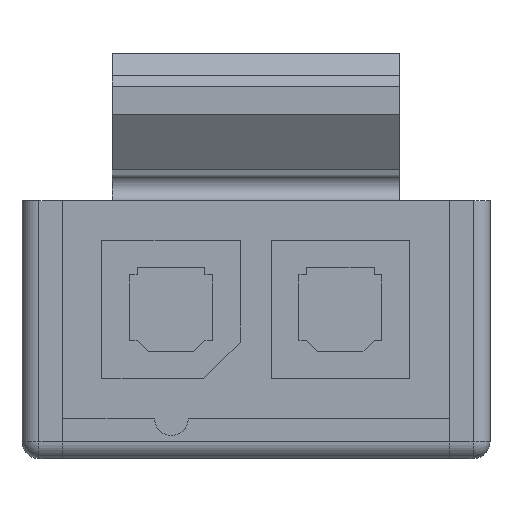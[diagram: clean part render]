
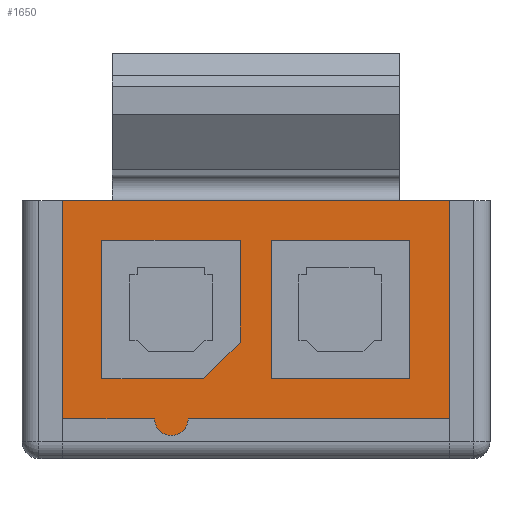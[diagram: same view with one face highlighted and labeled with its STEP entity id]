
A CAD part, front view. The second image highlights one B-rep face of the part: STEP entity #1650.
In plain terms, the highlighted planar face has unit normal (0, -1, 0).
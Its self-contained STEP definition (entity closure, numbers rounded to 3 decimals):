
#5=DIRECTION('',(0.,0.,-1.));
#6=VECTOR('',#5,3.86);
#7=CARTESIAN_POINT('',(-3.42,-4.,1.95));
#8=LINE('',#7,#6);
#346=DIRECTION('',(1.,0.,0.));
#347=VECTOR('',#346,1.625);
#348=CARTESIAN_POINT('',(-3.42,-4.,-1.91));
#349=LINE('',#348,#347);
#354=DIRECTION('',(1.,0.,0.));
#355=VECTOR('',#354,4.625);
#356=CARTESIAN_POINT('',(-1.195,-4.,-1.91));
#357=LINE('',#356,#355);
#362=DIRECTION('',(0.,0.,-1.));
#363=VECTOR('',#362,2.45);
#364=CARTESIAN_POINT('',(2.725,-4.,1.245));
#365=LINE('',#364,#363);
#366=DIRECTION('',(1.,0.,0.));
#367=VECTOR('',#366,2.45);
#368=CARTESIAN_POINT('',(0.275,-4.,1.245));
#369=LINE('',#368,#367);
#370=DIRECTION('',(0.,0.,1.));
#371=VECTOR('',#370,2.45);
#372=CARTESIAN_POINT('',(0.275,-4.,-1.205));
#373=LINE('',#372,#371);
#374=DIRECTION('',(-1.,0.,0.));
#375=VECTOR('',#374,2.45);
#376=CARTESIAN_POINT('',(2.725,-4.,-1.205));
#377=LINE('',#376,#375);
#378=DIRECTION('',(-1.,0.,0.));
#379=VECTOR('',#378,1.8);
#380=CARTESIAN_POINT('',(-0.925,-4.,-1.205));
#381=LINE('',#380,#379);
#382=DIRECTION('',(-0.707,0.,-0.707));
#383=VECTOR('',#382,0.919);
#384=CARTESIAN_POINT('',(-0.275,-4.,-0.555));
#385=LINE('',#384,#383);
#386=DIRECTION('',(0.,0.,-1.));
#387=VECTOR('',#386,1.8);
#388=CARTESIAN_POINT('',(-0.275,-4.,1.245));
#389=LINE('',#388,#387);
#390=DIRECTION('',(1.,0.,0.));
#391=VECTOR('',#390,2.45);
#392=CARTESIAN_POINT('',(-2.725,-4.,1.245));
#393=LINE('',#392,#391);
#394=DIRECTION('',(0.,0.,1.));
#395=VECTOR('',#394,2.45);
#396=CARTESIAN_POINT('',(-2.725,-4.,-1.205));
#397=LINE('',#396,#395);
#398=CARTESIAN_POINT('',(-1.495,-4.,-1.91));
#399=DIRECTION('',(0.,-1.,0.));
#400=DIRECTION('',(-1.,0.,0.));
#401=AXIS2_PLACEMENT_3D('',#398,#399,#400);
#403=DIRECTION('',(1.,0.,0.));
#404=VECTOR('',#403,6.85);
#405=CARTESIAN_POINT('',(-3.42,-4.,1.95));
#406=LINE('',#405,#404);
#789=DIRECTION('',(0.,0.,-1.));
#790=VECTOR('',#789,3.86);
#791=CARTESIAN_POINT('',(3.43,-4.,1.95));
#792=LINE('',#791,#790);
#827=CARTESIAN_POINT('',(-3.42,-4.,1.95));
#828=CARTESIAN_POINT('',(-3.42,-4.,-1.91));
#829=VERTEX_POINT('',#827);
#830=VERTEX_POINT('',#828);
#833=CARTESIAN_POINT('',(3.43,-4.,1.95));
#834=CARTESIAN_POINT('',(3.43,-4.,-1.91));
#835=VERTEX_POINT('',#833);
#836=VERTEX_POINT('',#834);
#845=CARTESIAN_POINT('',(-0.275,-4.,1.245));
#846=VERTEX_POINT('',#845);
#847=CARTESIAN_POINT('',(-2.725,-4.,-1.205));
#848=VERTEX_POINT('',#847);
#849=CARTESIAN_POINT('',(-2.725,-4.,1.245));
#850=VERTEX_POINT('',#849);
#859=CARTESIAN_POINT('',(2.725,-4.,1.245));
#860=VERTEX_POINT('',#859);
#861=CARTESIAN_POINT('',(2.725,-4.,-1.205));
#862=VERTEX_POINT('',#861);
#863=CARTESIAN_POINT('',(0.275,-4.,-1.205));
#864=VERTEX_POINT('',#863);
#865=CARTESIAN_POINT('',(0.275,-4.,1.245));
#866=VERTEX_POINT('',#865);
#979=CARTESIAN_POINT('',(-0.275,-4.,-0.555));
#980=CARTESIAN_POINT('',(-0.925,-4.,-1.205));
#981=VERTEX_POINT('',#979);
#982=VERTEX_POINT('',#980);
#991=CARTESIAN_POINT('',(-1.795,-4.,-1.91));
#992=VERTEX_POINT('',#991);
#993=CARTESIAN_POINT('',(-1.195,-4.,-1.91));
#994=VERTEX_POINT('',#993);
#1614=CARTESIAN_POINT('',(-3.42,-4.,1.95));
#1615=DIRECTION('',(0.,-1.,0.));
#1616=DIRECTION('',(0.,0.,-1.));
#1617=AXIS2_PLACEMENT_3D('',#1614,#1615,#1616);
#1618=PLANE('',#1617);
#1619=ORIENTED_EDGE('',*,*,#1605,.F.);
#1620=ORIENTED_EDGE('',*,*,#1580,.F.);
#1621=ORIENTED_EDGE('',*,*,#1592,.F.);
#1622=ORIENTED_EDGE('',*,*,#1100,.F.);
#1623=ORIENTED_EDGE('',*,*,#1147,.T.);
#1625=ORIENTED_EDGE('',*,*,#1624,.T.);
#1626=EDGE_LOOP('',(#1619,#1620,#1621,#1622,#1623,#1625));
#1627=FACE_OUTER_BOUND('',#1626,.F.);
#1629=ORIENTED_EDGE('',*,*,#1628,.F.);
#1631=ORIENTED_EDGE('',*,*,#1630,.F.);
#1633=ORIENTED_EDGE('',*,*,#1632,.F.);
#1635=ORIENTED_EDGE('',*,*,#1634,.F.);
#1637=ORIENTED_EDGE('',*,*,#1636,.F.);
#1638=EDGE_LOOP('',(#1629,#1631,#1633,#1635,#1637));
#1639=FACE_BOUND('',#1638,.F.);
#1641=ORIENTED_EDGE('',*,*,#1640,.F.);
#1643=ORIENTED_EDGE('',*,*,#1642,.F.);
#1645=ORIENTED_EDGE('',*,*,#1644,.F.);
#1647=ORIENTED_EDGE('',*,*,#1646,.F.);
#1648=EDGE_LOOP('',(#1641,#1643,#1645,#1647));
#1649=FACE_BOUND('',#1648,.F.);
#1650=ADVANCED_FACE('',(#1627,#1639,#1649),#1618,.T.);
#402=CIRCLE('',#401,0.3);
#1100=EDGE_CURVE('',#829,#830,#8,.T.);
#1147=EDGE_CURVE('',#829,#835,#406,.T.);
#1580=EDGE_CURVE('',#992,#994,#402,.T.);
#1592=EDGE_CURVE('',#830,#992,#349,.T.);
#1605=EDGE_CURVE('',#994,#836,#357,.T.);
#1624=EDGE_CURVE('',#835,#836,#792,.T.);
#1628=EDGE_CURVE('',#982,#848,#381,.T.);
#1630=EDGE_CURVE('',#981,#982,#385,.T.);
#1632=EDGE_CURVE('',#846,#981,#389,.T.);
#1634=EDGE_CURVE('',#850,#846,#393,.T.);
#1636=EDGE_CURVE('',#848,#850,#397,.T.);
#1640=EDGE_CURVE('',#860,#862,#365,.T.);
#1642=EDGE_CURVE('',#866,#860,#369,.T.);
#1644=EDGE_CURVE('',#864,#866,#373,.T.);
#1646=EDGE_CURVE('',#862,#864,#377,.T.);
